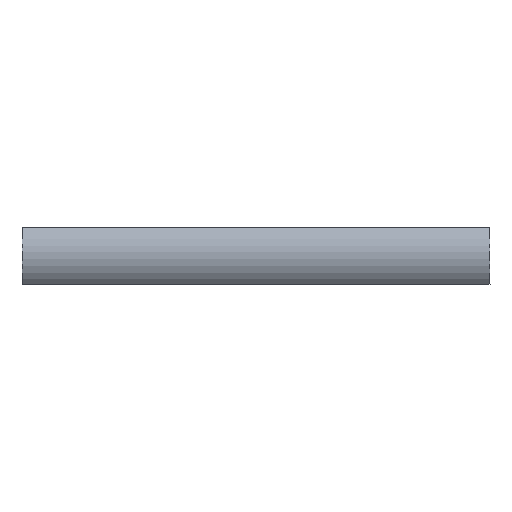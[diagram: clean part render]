
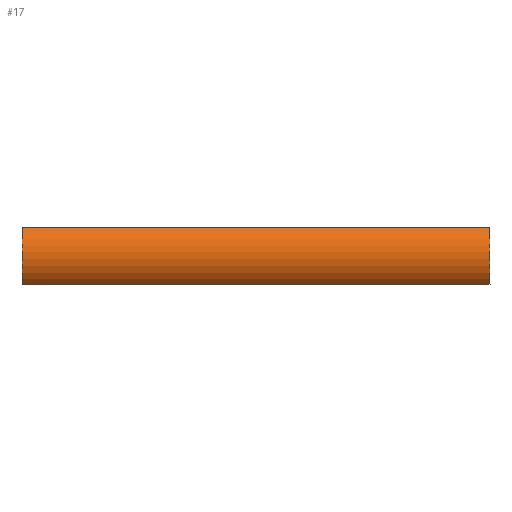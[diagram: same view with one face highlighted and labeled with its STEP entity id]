
A CAD part, top view. The second image highlights one B-rep face of the part: STEP entity #17.
In plain terms, the highlighted cylindrical face has radius 1 mm (diameter 2 mm), a partial arc.
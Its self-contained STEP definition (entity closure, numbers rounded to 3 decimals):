
#17 = ADVANCED_FACE('',(#18),#33,.T.);
#18 = FACE_BOUND('',#19,.T.);
#19 = EDGE_LOOP('',(#20,#66,#104,#143));
#20 = ORIENTED_EDGE('',*,*,#21,.F.);
#21 = EDGE_CURVE('',#22,#24,#26,.T.);
#22 = VERTEX_POINT('',#23);
#23 = CARTESIAN_POINT('',(-5.808,-0.707,
    0.));
#24 = VERTEX_POINT('',#25);
#25 = CARTESIAN_POINT('',(-5.808,0.707,
    0.));
#26 = SURFACE_CURVE('',#27,(#32),.PCURVE_S1.);
#27 = CIRCLE('',#28,1.);
#28 = AXIS2_PLACEMENT_3D('',#29,#30,#31);
#29 = CARTESIAN_POINT('',(-5.808,0.,
    -0.707));
#30 = DIRECTION('',(-1.,0.,0.));
#31 = DIRECTION('',(0.,-0.707,0.707));
#32 = PCURVE('',#33,#38);
#33 = CYLINDRICAL_SURFACE('',#34,1.);
#34 = AXIS2_PLACEMENT_3D('',#35,#36,#37);
#35 = CARTESIAN_POINT('',(0.,0.,
    -0.707));
#36 = DIRECTION('',(1.,0.,0.));
#37 = DIRECTION('',(0.,0.736,0.677));
#38 = DEFINITIONAL_REPRESENTATION('',(#39),#65);
#39 = B_SPLINE_CURVE_WITH_KNOTS('',3,(#40,#41,#42,#43,#44,#45,#46,#47,
    #48,#49,#50,#51,#52,#53,#54,#55,#56,#57,#58,#59,#60,#61,#62,#63,#64)
  ,.UNSPECIFIED.,.F.,.F.,(4,1,1,1,1,1,1,1,1,1,1,1,1,1,1,1,1,1,1,1,1,1,4)
  ,(0.,0.071,0.143,0.214,0.286,
    0.357,0.428,0.5,0.571,
    0.643,0.714,0.785,0.857,
    0.928,1.,1.071,1.143,
    1.214,1.285,1.357,1.428,
    1.5,1.571),.QUASI_UNIFORM_KNOTS.);
#40 = CARTESIAN_POINT('',(1.612,-5.808));
#41 = CARTESIAN_POINT('',(1.588,-5.808));
#42 = CARTESIAN_POINT('',(1.541,-5.808));
#43 = CARTESIAN_POINT('',(1.469,-5.808));
#44 = CARTESIAN_POINT('',(1.398,-5.808));
#45 = CARTESIAN_POINT('',(1.326,-5.808));
#46 = CARTESIAN_POINT('',(1.255,-5.808));
#47 = CARTESIAN_POINT('',(1.184,-5.808));
#48 = CARTESIAN_POINT('',(1.112,-5.808));
#49 = CARTESIAN_POINT('',(1.041,-5.808));
#50 = CARTESIAN_POINT('',(0.969,-5.808));
#51 = CARTESIAN_POINT('',(0.898,-5.808));
#52 = CARTESIAN_POINT('',(0.827,-5.808));
#53 = CARTESIAN_POINT('',(0.755,-5.808));
#54 = CARTESIAN_POINT('',(0.684,-5.808));
#55 = CARTESIAN_POINT('',(0.612,-5.808));
#56 = CARTESIAN_POINT('',(0.541,-5.808));
#57 = CARTESIAN_POINT('',(0.469,-5.808));
#58 = CARTESIAN_POINT('',(0.398,-5.808));
#59 = CARTESIAN_POINT('',(0.327,-5.808));
#60 = CARTESIAN_POINT('',(0.255,-5.808));
#61 = CARTESIAN_POINT('',(0.184,-5.808));
#62 = CARTESIAN_POINT('',(0.112,-5.808));
#63 = CARTESIAN_POINT('',(0.065,-5.808));
#64 = CARTESIAN_POINT('',(0.041,-5.808));
#65 = ( GEOMETRIC_REPRESENTATION_CONTEXT(2) 
PARAMETRIC_REPRESENTATION_CONTEXT() REPRESENTATION_CONTEXT('2D SPACE',''
  ) );
#66 = ORIENTED_EDGE('',*,*,#67,.F.);
#67 = EDGE_CURVE('',#68,#22,#70,.T.);
#68 = VERTEX_POINT('',#69);
#69 = CARTESIAN_POINT('',(5.808,-0.707,
    0.));
#70 = SURFACE_CURVE('',#71,(#75),.PCURVE_S1.);
#71 = LINE('',#72,#73);
#72 = CARTESIAN_POINT('',(5.808,-0.707,
    0.));
#73 = VECTOR('',#74,1.);
#74 = DIRECTION('',(-1.,0.,0.));
#75 = PCURVE('',#33,#76);
#76 = DEFINITIONAL_REPRESENTATION('',(#77),#103);
#77 = B_SPLINE_CURVE_WITH_KNOTS('',3,(#78,#79,#80,#81,#82,#83,#84,#85,
    #86,#87,#88,#89,#90,#91,#92,#93,#94,#95,#96,#97,#98,#99,#100,#101,
    #102),.UNSPECIFIED.,.F.,.F.,(4,1,1,1,1,1,1,1,1,1,1,1,1,1,1,1,1,1,1,1
    ,1,1,4),(0.,0.528,1.056,1.584,
    2.112,2.64,3.168,3.696,
    4.224,4.752,5.28,5.808,
    6.336,6.864,7.392,7.92,
    8.448,8.976,9.504,10.032,
    10.56,11.088,11.616),
  .QUASI_UNIFORM_KNOTS.);
#78 = CARTESIAN_POINT('',(1.612,5.808));
#79 = CARTESIAN_POINT('',(1.612,5.632));
#80 = CARTESIAN_POINT('',(1.612,5.28));
#81 = CARTESIAN_POINT('',(1.612,4.752));
#82 = CARTESIAN_POINT('',(1.612,4.224));
#83 = CARTESIAN_POINT('',(1.612,3.696));
#84 = CARTESIAN_POINT('',(1.612,3.168));
#85 = CARTESIAN_POINT('',(1.612,2.64));
#86 = CARTESIAN_POINT('',(1.612,2.112));
#87 = CARTESIAN_POINT('',(1.612,1.584));
#88 = CARTESIAN_POINT('',(1.612,1.056));
#89 = CARTESIAN_POINT('',(1.612,0.528));
#90 = CARTESIAN_POINT('',(1.612,0.));
#91 = CARTESIAN_POINT('',(1.612,-0.528));
#92 = CARTESIAN_POINT('',(1.612,-1.056));
#93 = CARTESIAN_POINT('',(1.612,-1.584));
#94 = CARTESIAN_POINT('',(1.612,-2.112));
#95 = CARTESIAN_POINT('',(1.612,-2.64));
#96 = CARTESIAN_POINT('',(1.612,-3.168));
#97 = CARTESIAN_POINT('',(1.612,-3.696));
#98 = CARTESIAN_POINT('',(1.612,-4.224));
#99 = CARTESIAN_POINT('',(1.612,-4.752));
#100 = CARTESIAN_POINT('',(1.612,-5.28));
#101 = CARTESIAN_POINT('',(1.612,-5.632));
#102 = CARTESIAN_POINT('',(1.612,-5.808));
#103 = ( GEOMETRIC_REPRESENTATION_CONTEXT(2) 
PARAMETRIC_REPRESENTATION_CONTEXT() REPRESENTATION_CONTEXT('2D SPACE',''
  ) );
#104 = ORIENTED_EDGE('',*,*,#105,.F.);
#105 = EDGE_CURVE('',#106,#68,#108,.T.);
#106 = VERTEX_POINT('',#107);
#107 = CARTESIAN_POINT('',(5.808,0.707,
    0.));
#108 = SURFACE_CURVE('',#109,(#114),.PCURVE_S1.);
#109 = CIRCLE('',#110,1.);
#110 = AXIS2_PLACEMENT_3D('',#111,#112,#113);
#111 = CARTESIAN_POINT('',(5.808,0.,
    -0.707));
#112 = DIRECTION('',(1.,0.,0.));
#113 = DIRECTION('',(0.,0.707,0.707));
#114 = PCURVE('',#33,#115);
#115 = DEFINITIONAL_REPRESENTATION('',(#116),#142);
#116 = B_SPLINE_CURVE_WITH_KNOTS('',3,(#117,#118,#119,#120,#121,#122,
    #123,#124,#125,#126,#127,#128,#129,#130,#131,#132,#133,#134,#135,
    #136,#137,#138,#139,#140,#141),.UNSPECIFIED.,.F.,.F.,(4,1,1,1,1,1,1,
    1,1,1,1,1,1,1,1,1,1,1,1,1,1,1,4),(0.,0.071,
    0.143,0.214,0.286,0.357,
    0.428,0.5,0.571,0.643,
    0.714,0.785,0.857,0.928,
    1.,1.071,1.143,1.214,
    1.285,1.357,1.428,1.5,
    1.571),.QUASI_UNIFORM_KNOTS.);
#117 = CARTESIAN_POINT('',(0.041,5.808));
#118 = CARTESIAN_POINT('',(0.065,5.808));
#119 = CARTESIAN_POINT('',(0.112,5.808));
#120 = CARTESIAN_POINT('',(0.184,5.808));
#121 = CARTESIAN_POINT('',(0.255,5.808));
#122 = CARTESIAN_POINT('',(0.327,5.808));
#123 = CARTESIAN_POINT('',(0.398,5.808));
#124 = CARTESIAN_POINT('',(0.469,5.808));
#125 = CARTESIAN_POINT('',(0.541,5.808));
#126 = CARTESIAN_POINT('',(0.612,5.808));
#127 = CARTESIAN_POINT('',(0.684,5.808));
#128 = CARTESIAN_POINT('',(0.755,5.808));
#129 = CARTESIAN_POINT('',(0.827,5.808));
#130 = CARTESIAN_POINT('',(0.898,5.808));
#131 = CARTESIAN_POINT('',(0.969,5.808));
#132 = CARTESIAN_POINT('',(1.041,5.808));
#133 = CARTESIAN_POINT('',(1.112,5.808));
#134 = CARTESIAN_POINT('',(1.184,5.808));
#135 = CARTESIAN_POINT('',(1.255,5.808));
#136 = CARTESIAN_POINT('',(1.326,5.808));
#137 = CARTESIAN_POINT('',(1.398,5.808));
#138 = CARTESIAN_POINT('',(1.469,5.808));
#139 = CARTESIAN_POINT('',(1.541,5.808));
#140 = CARTESIAN_POINT('',(1.588,5.808));
#141 = CARTESIAN_POINT('',(1.612,5.808));
#142 = ( GEOMETRIC_REPRESENTATION_CONTEXT(2) 
PARAMETRIC_REPRESENTATION_CONTEXT() REPRESENTATION_CONTEXT('2D SPACE',''
  ) );
#143 = ORIENTED_EDGE('',*,*,#144,.F.);
#144 = EDGE_CURVE('',#24,#106,#145,.T.);
#145 = SURFACE_CURVE('',#146,(#150),.PCURVE_S1.);
#146 = LINE('',#147,#148);
#147 = CARTESIAN_POINT('',(-5.808,0.707,
    0.));
#148 = VECTOR('',#149,1.);
#149 = DIRECTION('',(1.,0.,0.));
#150 = PCURVE('',#33,#151);
#151 = DEFINITIONAL_REPRESENTATION('',(#152),#178);
#152 = B_SPLINE_CURVE_WITH_KNOTS('',3,(#153,#154,#155,#156,#157,#158,
    #159,#160,#161,#162,#163,#164,#165,#166,#167,#168,#169,#170,#171,
    #172,#173,#174,#175,#176,#177),.UNSPECIFIED.,.F.,.F.,(4,1,1,1,1,1,1,
    1,1,1,1,1,1,1,1,1,1,1,1,1,1,1,4),(0.,0.528,1.056,
    1.584,2.112,2.64,3.168,
    3.696,4.224,4.752,5.28,
    5.808,6.336,6.864,7.392,
    7.92,8.448,8.976,9.504,
    10.032,10.56,11.088,11.616),
  .QUASI_UNIFORM_KNOTS.);
#153 = CARTESIAN_POINT('',(0.041,-5.808));
#154 = CARTESIAN_POINT('',(0.041,-5.632));
#155 = CARTESIAN_POINT('',(0.041,-5.28));
#156 = CARTESIAN_POINT('',(0.041,-4.752));
#157 = CARTESIAN_POINT('',(0.041,-4.224));
#158 = CARTESIAN_POINT('',(0.041,-3.696));
#159 = CARTESIAN_POINT('',(0.041,-3.168));
#160 = CARTESIAN_POINT('',(0.041,-2.64));
#161 = CARTESIAN_POINT('',(0.041,-2.112));
#162 = CARTESIAN_POINT('',(0.041,-1.584));
#163 = CARTESIAN_POINT('',(0.041,-1.056));
#164 = CARTESIAN_POINT('',(0.041,-0.528));
#165 = CARTESIAN_POINT('',(0.041,0.));
#166 = CARTESIAN_POINT('',(0.041,0.528));
#167 = CARTESIAN_POINT('',(0.041,1.056));
#168 = CARTESIAN_POINT('',(0.041,1.584));
#169 = CARTESIAN_POINT('',(0.041,2.112));
#170 = CARTESIAN_POINT('',(0.041,2.64));
#171 = CARTESIAN_POINT('',(0.041,3.168));
#172 = CARTESIAN_POINT('',(0.041,3.696));
#173 = CARTESIAN_POINT('',(0.041,4.224));
#174 = CARTESIAN_POINT('',(0.041,4.752));
#175 = CARTESIAN_POINT('',(0.041,5.28));
#176 = CARTESIAN_POINT('',(0.041,5.632));
#177 = CARTESIAN_POINT('',(0.041,5.808));
#178 = ( GEOMETRIC_REPRESENTATION_CONTEXT(2) 
PARAMETRIC_REPRESENTATION_CONTEXT() REPRESENTATION_CONTEXT('2D SPACE',''
  ) );
